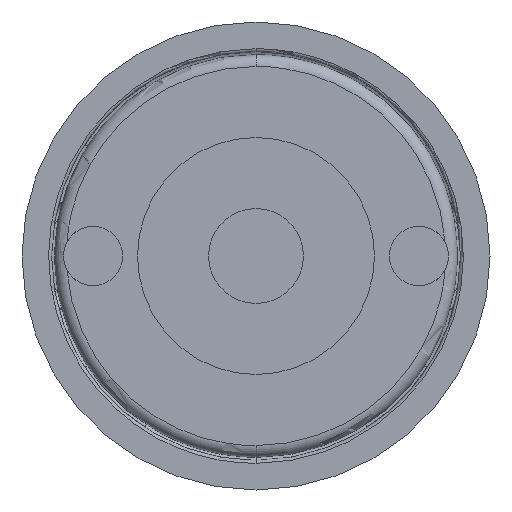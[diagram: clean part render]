
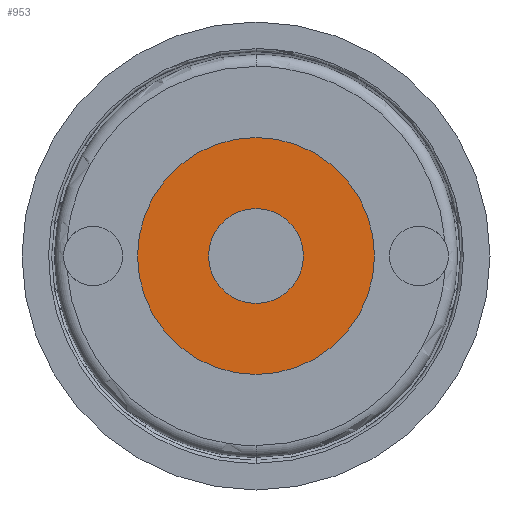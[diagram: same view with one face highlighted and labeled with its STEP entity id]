
A CAD part, front view. The second image highlights one B-rep face of the part: STEP entity #953.
In plain terms, the highlighted planar face has unit normal (0, -1, 0).
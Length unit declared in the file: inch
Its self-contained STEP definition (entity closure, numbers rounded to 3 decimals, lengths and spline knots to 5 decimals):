
#594 = AXIS2_PLACEMENT_3D ( 'NONE', #2738, #3651, #3674 ) ;
#617 = DIRECTION ( 'NONE',  ( 0., 0., 1. ) ) ;
#621 = DIRECTION ( 'NONE',  ( 0., -1., 0. ) ) ;
#627 = CARTESIAN_POINT ( 'NONE',  ( 0., -0.06299, 0. ) ) ;
#748 = EDGE_CURVE ( 'NONE', #989, #2048, #1634, .T. ) ;
#775 = CARTESIAN_POINT ( 'NONE',  ( 0., -0.06299, -0.31496 ) ) ;
#917 = CIRCLE ( 'NONE', #2446, 0.7874 ) ;
#934 = AXIS2_PLACEMENT_3D ( 'NONE', #1554, #1553, #1548 ) ;
#953 = ADVANCED_FACE ( 'NONE', ( #985, #3516 ), #2696, .F. ) ;
#985 = FACE_BOUND ( 'NONE', #3655, .T. ) ;
#989 = VERTEX_POINT ( 'NONE', #3500 ) ;
#1066 = VERTEX_POINT ( 'NONE', #2440 ) ;
#1520 = EDGE_CURVE ( 'NONE', #1066, #1609, #2062, .T. ) ;
#1528 = CARTESIAN_POINT ( 'NONE',  ( 0., -0.06299, -0.7874 ) ) ;
#1548 = DIRECTION ( 'NONE',  ( 0., 0., 1. ) ) ;
#1553 = DIRECTION ( 'NONE',  ( 0., -1., 0. ) ) ;
#1554 = CARTESIAN_POINT ( 'NONE',  ( 0., -0.06299, 0. ) ) ;
#1609 = VERTEX_POINT ( 'NONE', #1528 ) ;
#1634 = CIRCLE ( 'NONE', #2897, 0.31496 ) ;
#1758 = ORIENTED_EDGE ( 'NONE', *, *, #3063, .F. ) ;
#2048 = VERTEX_POINT ( 'NONE', #775 ) ;
#2062 = CIRCLE ( 'NONE', #934, 0.7874 ) ;
#2198 = EDGE_CURVE ( 'NONE', #1609, #1066, #917, .T. ) ;
#2332 = ORIENTED_EDGE ( 'NONE', *, *, #1520, .T. ) ;
#2440 = CARTESIAN_POINT ( 'NONE',  ( 0., -0.06299, 0.7874 ) ) ;
#2446 = AXIS2_PLACEMENT_3D ( 'NONE', #627, #621, #617 ) ;
#2696 = PLANE ( 'NONE',  #594 ) ;
#2702 = CIRCLE ( 'NONE', #4574, 0.31496 ) ;
#2704 = EDGE_LOOP ( 'NONE', ( #2332, #3002 ) ) ;
#2738 = CARTESIAN_POINT ( 'NONE',  ( -0.7874, -0.06299, 0. ) ) ;
#2897 = AXIS2_PLACEMENT_3D ( 'NONE', #4022, #3657, #3642 ) ;
#3002 = ORIENTED_EDGE ( 'NONE', *, *, #2198, .T. ) ;
#3063 = EDGE_CURVE ( 'NONE', #2048, #989, #2702, .T. ) ;
#3500 = CARTESIAN_POINT ( 'NONE',  ( 0., -0.06299, 0.31496 ) ) ;
#3516 = FACE_OUTER_BOUND ( 'NONE', #2704, .T. ) ;
#3618 = ORIENTED_EDGE ( 'NONE', *, *, #748, .F. ) ;
#3642 = DIRECTION ( 'NONE',  ( 0., 0., 1. ) ) ;
#3651 = DIRECTION ( 'NONE',  ( 0., 1., 0. ) ) ;
#3655 = EDGE_LOOP ( 'NONE', ( #3618, #1758 ) ) ;
#3657 = DIRECTION ( 'NONE',  ( 0., -1., 0. ) ) ;
#3674 = DIRECTION ( 'NONE',  ( 0., 0., -1. ) ) ;
#4022 = CARTESIAN_POINT ( 'NONE',  ( 0., -0.06299, 0. ) ) ;
#4402 = DIRECTION ( 'NONE',  ( 0., 0., 1. ) ) ;
#4407 = DIRECTION ( 'NONE',  ( 0., -1., 0. ) ) ;
#4413 = CARTESIAN_POINT ( 'NONE',  ( 0., -0.06299, 0. ) ) ;
#4574 = AXIS2_PLACEMENT_3D ( 'NONE', #4413, #4407, #4402 ) ;
